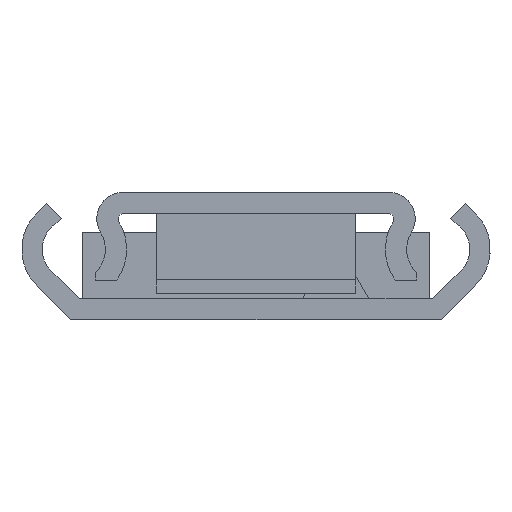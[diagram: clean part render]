
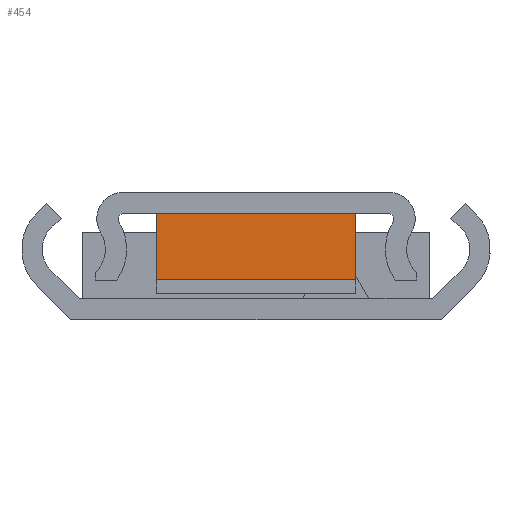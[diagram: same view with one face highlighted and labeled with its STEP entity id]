
A CAD part, left-side view. The second image highlights one B-rep face of the part: STEP entity #454.
In plain terms, the highlighted planar face has unit normal (-1, 0, 0).
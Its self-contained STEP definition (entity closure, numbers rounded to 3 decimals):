
#65 = CARTESIAN_POINT ( 'NONE',  ( 71.4, 7.5, 0. ) ) ;
#112 = CARTESIAN_POINT ( 'NONE',  ( 71.4, -7.5, 0. ) ) ;
#140 = CARTESIAN_POINT ( 'NONE',  ( 71.4, 7.5, 5. ) ) ;
#328 = CARTESIAN_POINT ( 'NONE',  ( 71.4, -7.5, 5. ) ) ;
#438 = EDGE_CURVE ( 'NONE', #1862, #1815, #2311, .T. ) ;
#439 = EDGE_CURVE ( 'NONE', #1927, #1815, #2312, .T. ) ;
#440 = EDGE_CURVE ( 'NONE', #1925, #1862, #2313, .T. ) ;
#454 = ADVANCED_FACE ( 'NONE', ( #2326 ), #2506, .F. ) ;
#528 = AXIS2_PLACEMENT_3D ( 'NONE', #2507, #2508, #2509 ) ;
#544 = VECTOR ( 'NONE', #2465, 1000. ) ;
#546 = VECTOR ( 'NONE', #2463, 1000. ) ;
#547 = VECTOR ( 'NONE', #2461, 1000. ) ;
#790 = EDGE_CURVE ( 'NONE', #1925, #1927, #1408, .T. ) ;
#969 = VECTOR ( 'NONE', #2917, 1000. ) ;
#1408 = LINE ( 'NONE', #2916, #969 ) ;
#1562 = ORIENTED_EDGE ( 'NONE', *, *, #439, .T. ) ;
#1563 = ORIENTED_EDGE ( 'NONE', *, *, #440, .F. ) ;
#1564 = ORIENTED_EDGE ( 'NONE', *, *, #438, .F. ) ;
#1565 = ORIENTED_EDGE ( 'NONE', *, *, #790, .T. ) ;
#1815 = VERTEX_POINT ( 'NONE', #328 ) ;
#1862 = VERTEX_POINT ( 'NONE', #140 ) ;
#1925 = VERTEX_POINT ( 'NONE', #65 ) ;
#1927 = VERTEX_POINT ( 'NONE', #112 ) ;
#2161 = EDGE_LOOP ( 'NONE', ( #1562, #1564, #1563, #1565 ) ) ;
#2311 = LINE ( 'NONE', #2460, #547 ) ;
#2312 = LINE ( 'NONE', #2462, #546 ) ;
#2313 = LINE ( 'NONE', #2464, #544 ) ;
#2326 = FACE_OUTER_BOUND ( 'NONE', #2161, .T. ) ;
#2460 = CARTESIAN_POINT ( 'NONE',  ( 71.4, 7.5, 5. ) ) ;
#2461 = DIRECTION ( 'NONE',  ( 0., -1., 0. ) ) ;
#2462 = CARTESIAN_POINT ( 'NONE',  ( 71.4, -7.5, 5. ) ) ;
#2463 = DIRECTION ( 'NONE',  ( 0., 0., 1. ) ) ;
#2464 = CARTESIAN_POINT ( 'NONE',  ( 71.4, 7.5, 5. ) ) ;
#2465 = DIRECTION ( 'NONE',  ( 0., 0., 1. ) ) ;
#2506 = PLANE ( 'NONE',  #528 ) ;
#2507 = CARTESIAN_POINT ( 'NONE',  ( 71.4, 7.5, 5. ) ) ;
#2508 = DIRECTION ( 'NONE',  ( 1., 0., 0. ) ) ;
#2509 = DIRECTION ( 'NONE',  ( 0., 0., -1. ) ) ;
#2916 = CARTESIAN_POINT ( 'NONE',  ( 71.4, 7.5, 0. ) ) ;
#2917 = DIRECTION ( 'NONE',  ( 0., -1., 0. ) ) ;
